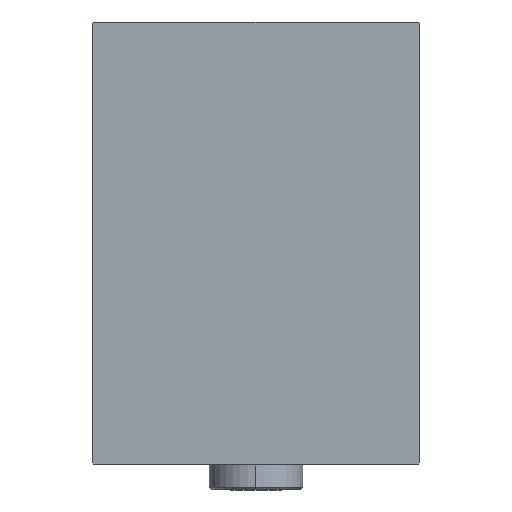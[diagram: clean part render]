
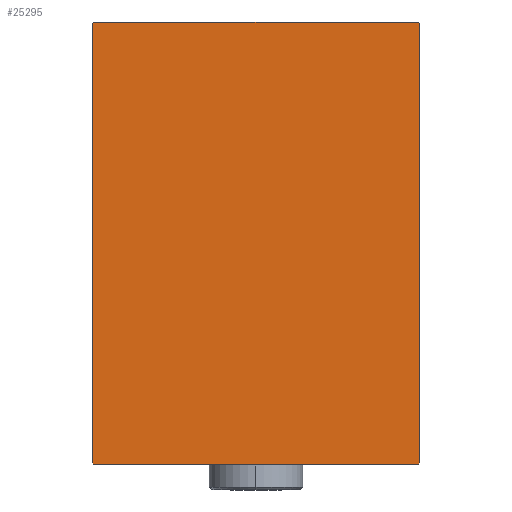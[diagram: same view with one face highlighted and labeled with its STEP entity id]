
A CAD part, left-side view. The second image highlights one B-rep face of the part: STEP entity #25295.
In plain terms, the highlighted face is planar.
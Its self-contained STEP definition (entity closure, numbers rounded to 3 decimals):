
#374 = EDGE_CURVE ( 'NONE', #26773, #43704, #1759, .T. ) ;
#614 = CARTESIAN_POINT ( 'NONE',  ( 143., 31.2, -42.5 ) ) ;
#971 = PLANE ( 'NONE',  #44497 ) ;
#1502 = ORIENTED_EDGE ( 'NONE', *, *, #41207, .T. ) ;
#1529 = DIRECTION ( 'NONE',  ( 0., 0.707, -0.707 ) ) ;
#1697 = VECTOR ( 'NONE', #3607, 1000. ) ;
#1759 = LINE ( 'NONE', #36700, #35659 ) ;
#1880 = VERTEX_POINT ( 'NONE', #30132 ) ;
#2638 = VECTOR ( 'NONE', #43158, 1000. ) ;
#3181 = DIRECTION ( 'NONE',  ( 0., 0., -1. ) ) ;
#3607 = DIRECTION ( 'NONE',  ( 0., -0.707, -0.707 ) ) ;
#4168 = ORIENTED_EDGE ( 'NONE', *, *, #23591, .T. ) ;
#4337 = CARTESIAN_POINT ( 'NONE',  ( 143., -31.5, -42.5 ) ) ;
#4560 = LINE ( 'NONE', #4337, #33479 ) ;
#4667 = CARTESIAN_POINT ( 'NONE',  ( 143., -31.5, -42.2 ) ) ;
#5032 = CARTESIAN_POINT ( 'NONE',  ( 143., 0., 0. ) ) ;
#6569 = LINE ( 'NONE', #20411, #13244 ) ;
#7233 = ORIENTED_EDGE ( 'NONE', *, *, #16672, .T. ) ;
#7996 = FACE_OUTER_BOUND ( 'NONE', #27519, .T. ) ;
#8382 = ORIENTED_EDGE ( 'NONE', *, *, #32535, .T. ) ;
#10861 = CARTESIAN_POINT ( 'NONE',  ( 143., -31.5, 42.2 ) ) ;
#11792 = VERTEX_POINT ( 'NONE', #27020 ) ;
#12866 = CARTESIAN_POINT ( 'NONE',  ( 143., 31.5, 42.2 ) ) ;
#13076 = DIRECTION ( 'NONE',  ( 0., -0.707, 0.707 ) ) ;
#13244 = VECTOR ( 'NONE', #3181, 1000. ) ;
#14791 = DIRECTION ( 'NONE',  ( 0., 0., -1. ) ) ;
#16672 = EDGE_CURVE ( 'NONE', #43704, #17857, #4560, .T. ) ;
#17857 = VERTEX_POINT ( 'NONE', #614 ) ;
#17948 = CARTESIAN_POINT ( 'NONE',  ( 143., 31.5, -42.5 ) ) ;
#17978 = DIRECTION ( 'NONE',  ( 1., 0., 0. ) ) ;
#18163 = DIRECTION ( 'NONE',  ( 0., 1., 0. ) ) ;
#18389 = VERTEX_POINT ( 'NONE', #37781 ) ;
#20411 = CARTESIAN_POINT ( 'NONE',  ( 143., -31.5, 42.5 ) ) ;
#22875 = EDGE_CURVE ( 'NONE', #28547, #26773, #6569, .T. ) ;
#23301 = CARTESIAN_POINT ( 'NONE',  ( 143., 36.85, 36.85 ) ) ;
#23591 = EDGE_CURVE ( 'NONE', #1880, #28547, #34695, .T. ) ;
#25295 = ADVANCED_FACE ( 'NONE', ( #7996 ), #971, .T. ) ;
#26773 = VERTEX_POINT ( 'NONE', #4667 ) ;
#26919 = LINE ( 'NONE', #23301, #40480 ) ;
#27020 = CARTESIAN_POINT ( 'NONE',  ( 143., 31.2, 42.5 ) ) ;
#27213 = DIRECTION ( 'NONE',  ( 0., 0.707, 0.707 ) ) ;
#27519 = EDGE_LOOP ( 'NONE', ( #7233, #34269, #43696, #1502, #8382, #4168, #34549, #31326 ) ) ;
#28547 = VERTEX_POINT ( 'NONE', #10861 ) ;
#29297 = CARTESIAN_POINT ( 'NONE',  ( 143., 31.5, 42.5 ) ) ;
#29661 = CARTESIAN_POINT ( 'NONE',  ( 143., -31.2, -42.5 ) ) ;
#30132 = CARTESIAN_POINT ( 'NONE',  ( 143., -31.2, 42.5 ) ) ;
#31326 = ORIENTED_EDGE ( 'NONE', *, *, #374, .T. ) ;
#31721 = VECTOR ( 'NONE', #31802, 1000. ) ;
#31802 = DIRECTION ( 'NONE',  ( 0., 0., 1. ) ) ;
#32468 = LINE ( 'NONE', #17948, #31721 ) ;
#32535 = EDGE_CURVE ( 'NONE', #11792, #1880, #32703, .T. ) ;
#32703 = LINE ( 'NONE', #29297, #2638 ) ;
#33479 = VECTOR ( 'NONE', #18163, 1000. ) ;
#34269 = ORIENTED_EDGE ( 'NONE', *, *, #38467, .T. ) ;
#34549 = ORIENTED_EDGE ( 'NONE', *, *, #22875, .T. ) ;
#34695 = LINE ( 'NONE', #40836, #1697 ) ;
#34927 = CARTESIAN_POINT ( 'NONE',  ( 143., 36.85, -36.85 ) ) ;
#35659 = VECTOR ( 'NONE', #1529, 1000. ) ;
#36700 = CARTESIAN_POINT ( 'NONE',  ( 143., -36.85, -36.85 ) ) ;
#37781 = CARTESIAN_POINT ( 'NONE',  ( 143., 31.5, -42.2 ) ) ;
#38467 = EDGE_CURVE ( 'NONE', #17857, #18389, #41973, .T. ) ;
#40480 = VECTOR ( 'NONE', #13076, 1000. ) ;
#40765 = EDGE_CURVE ( 'NONE', #18389, #44593, #32468, .T. ) ;
#40836 = CARTESIAN_POINT ( 'NONE',  ( 143., -36.85, 36.85 ) ) ;
#41092 = VECTOR ( 'NONE', #27213, 1000. ) ;
#41207 = EDGE_CURVE ( 'NONE', #44593, #11792, #26919, .T. ) ;
#41973 = LINE ( 'NONE', #34927, #41092 ) ;
#43158 = DIRECTION ( 'NONE',  ( 0., -1., 0. ) ) ;
#43696 = ORIENTED_EDGE ( 'NONE', *, *, #40765, .T. ) ;
#43704 = VERTEX_POINT ( 'NONE', #29661 ) ;
#44497 = AXIS2_PLACEMENT_3D ( 'NONE', #5032, #17978, #14791 ) ;
#44593 = VERTEX_POINT ( 'NONE', #12866 ) ;
